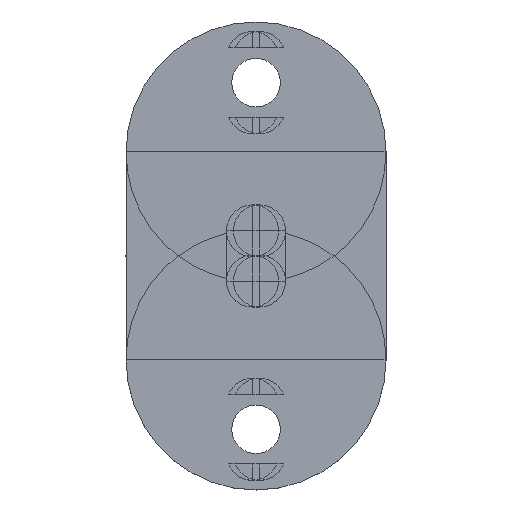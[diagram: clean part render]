
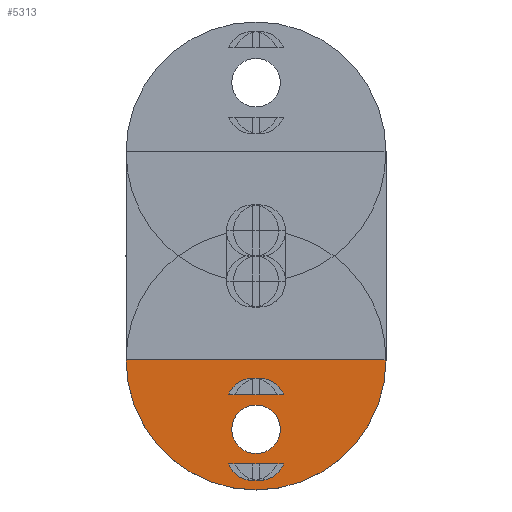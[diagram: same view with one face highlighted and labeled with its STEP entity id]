
A CAD part, top view. The second image highlights one B-rep face of the part: STEP entity #5313.
In plain terms, the highlighted planar face has unit normal (0, 0, 1).
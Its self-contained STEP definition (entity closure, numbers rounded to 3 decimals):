
#3088 = VERTEX_POINT('',#3089);
#3089 = CARTESIAN_POINT('',(-15.,-12.,80.));
#3290 = VERTEX_POINT('',#3291);
#3291 = CARTESIAN_POINT('',(15.,-12.,80.));
#4764 = EDGE_CURVE('',#3088,#3290,#4765,.T.);
#4765 = CIRCLE('',#4766,15.);
#4766 = AXIS2_PLACEMENT_3D('',#4767,#4768,#4769);
#4767 = CARTESIAN_POINT('',(0.,-12.,80.));
#4768 = DIRECTION('',(0.,-0.,1.));
#4769 = DIRECTION('',(0.,1.,0.));
#5293 = VERTEX_POINT('',#5294);
#5294 = CARTESIAN_POINT('',(0.,-17.2,80.));
#5300 = EDGE_CURVE('',#5293,#5293,#5301,.T.);
#5301 = CIRCLE('',#5302,2.8);
#5302 = AXIS2_PLACEMENT_3D('',#5303,#5304,#5305);
#5303 = CARTESIAN_POINT('',(0.,-20.,80.));
#5304 = DIRECTION('',(0.,-0.,1.));
#5305 = DIRECTION('',(0.,1.,0.));
#5313 = ADVANCED_FACE('',(#5314,#5323,#5326,#5394),#5462,.T.);
#5314 = FACE_BOUND('',#5315,.T.);
#5315 = EDGE_LOOP('',(#5316,#5322));
#5316 = ORIENTED_EDGE('',*,*,#5317,.T.);
#5317 = EDGE_CURVE('',#3290,#3088,#5318,.T.);
#5318 = LINE('',#5319,#5320);
#5319 = CARTESIAN_POINT('',(15.,-12.,80.));
#5320 = VECTOR('',#5321,1.);
#5321 = DIRECTION('',(-1.,0.,0.));
#5322 = ORIENTED_EDGE('',*,*,#4764,.T.);
#5323 = FACE_BOUND('',#5324,.T.);
#5324 = EDGE_LOOP('',(#5325));
#5325 = ORIENTED_EDGE('',*,*,#5300,.F.);
#5326 = FACE_BOUND('',#5327,.T.);
#5327 = EDGE_LOOP('',(#5328,#5339,#5347,#5355,#5363,#5371,#5379,#5388));
#5328 = ORIENTED_EDGE('',*,*,#5329,.F.);
#5329 = EDGE_CURVE('',#5330,#5332,#5334,.T.);
#5330 = VERTEX_POINT('',#5331);
#5331 = CARTESIAN_POINT('',(-3.191,-24.,80.));
#5332 = VERTEX_POINT('',#5333);
#5333 = CARTESIAN_POINT('',(-0.4,-25.9,80.));
#5334 = CIRCLE('',#5335,3.);
#5335 = AXIS2_PLACEMENT_3D('',#5336,#5337,#5338);
#5336 = CARTESIAN_POINT('',(-0.4,-22.9,80.));
#5337 = DIRECTION('',(0.,-0.,1.));
#5338 = DIRECTION('',(0.,1.,0.));
#5339 = ORIENTED_EDGE('',*,*,#5340,.F.);
#5340 = EDGE_CURVE('',#5341,#5330,#5343,.T.);
#5341 = VERTEX_POINT('',#5342);
#5342 = CARTESIAN_POINT('',(-2.391,-24.,80.));
#5343 = LINE('',#5344,#5345);
#5344 = CARTESIAN_POINT('',(4.,-24.,80.));
#5345 = VECTOR('',#5346,1.);
#5346 = DIRECTION('',(-1.,0.,0.));
#5347 = ORIENTED_EDGE('',*,*,#5348,.F.);
#5348 = EDGE_CURVE('',#5349,#5341,#5351,.T.);
#5349 = VERTEX_POINT('',#5350);
#5350 = CARTESIAN_POINT('',(-0.4,-24.,80.));
#5351 = LINE('',#5352,#5353);
#5352 = CARTESIAN_POINT('',(4.,-24.,80.));
#5353 = VECTOR('',#5354,1.);
#5354 = DIRECTION('',(-1.,0.,0.));
#5355 = ORIENTED_EDGE('',*,*,#5356,.F.);
#5356 = EDGE_CURVE('',#5357,#5349,#5359,.T.);
#5357 = VERTEX_POINT('',#5358);
#5358 = CARTESIAN_POINT('',(0.4,-24.,80.));
#5359 = LINE('',#5360,#5361);
#5360 = CARTESIAN_POINT('',(4.,-24.,80.));
#5361 = VECTOR('',#5362,1.);
#5362 = DIRECTION('',(-1.,0.,0.));
#5363 = ORIENTED_EDGE('',*,*,#5364,.F.);
#5364 = EDGE_CURVE('',#5365,#5357,#5367,.T.);
#5365 = VERTEX_POINT('',#5366);
#5366 = CARTESIAN_POINT('',(2.391,-24.,80.));
#5367 = LINE('',#5368,#5369);
#5368 = CARTESIAN_POINT('',(4.,-24.,80.));
#5369 = VECTOR('',#5370,1.);
#5370 = DIRECTION('',(-1.,0.,0.));
#5371 = ORIENTED_EDGE('',*,*,#5372,.F.);
#5372 = EDGE_CURVE('',#5373,#5365,#5375,.T.);
#5373 = VERTEX_POINT('',#5374);
#5374 = CARTESIAN_POINT('',(3.191,-24.,80.));
#5375 = LINE('',#5376,#5377);
#5376 = CARTESIAN_POINT('',(4.,-24.,80.));
#5377 = VECTOR('',#5378,1.);
#5378 = DIRECTION('',(-1.,0.,0.));
#5379 = ORIENTED_EDGE('',*,*,#5380,.F.);
#5380 = EDGE_CURVE('',#5381,#5373,#5383,.T.);
#5381 = VERTEX_POINT('',#5382);
#5382 = CARTESIAN_POINT('',(0.4,-25.9,80.));
#5383 = CIRCLE('',#5384,3.);
#5384 = AXIS2_PLACEMENT_3D('',#5385,#5386,#5387);
#5385 = CARTESIAN_POINT('',(0.4,-22.9,80.));
#5386 = DIRECTION('',(0.,-0.,1.));
#5387 = DIRECTION('',(0.,1.,0.));
#5388 = ORIENTED_EDGE('',*,*,#5389,.T.);
#5389 = EDGE_CURVE('',#5381,#5332,#5390,.T.);
#5390 = LINE('',#5391,#5392);
#5391 = CARTESIAN_POINT('',(0.4,-25.9,80.));
#5392 = VECTOR('',#5393,1.);
#5393 = DIRECTION('',(-1.,0.,0.));
#5394 = FACE_BOUND('',#5395,.T.);
#5395 = EDGE_LOOP('',(#5396,#5407,#5415,#5424,#5432,#5440,#5448,#5456));
#5396 = ORIENTED_EDGE('',*,*,#5397,.F.);
#5397 = EDGE_CURVE('',#5398,#5400,#5402,.T.);
#5398 = VERTEX_POINT('',#5399);
#5399 = CARTESIAN_POINT('',(-0.4,-14.1,80.));
#5400 = VERTEX_POINT('',#5401);
#5401 = CARTESIAN_POINT('',(-3.191,-16.,80.));
#5402 = CIRCLE('',#5403,3.);
#5403 = AXIS2_PLACEMENT_3D('',#5404,#5405,#5406);
#5404 = CARTESIAN_POINT('',(-0.4,-17.1,80.));
#5405 = DIRECTION('',(0.,-0.,1.));
#5406 = DIRECTION('',(0.,1.,0.));
#5407 = ORIENTED_EDGE('',*,*,#5408,.F.);
#5408 = EDGE_CURVE('',#5409,#5398,#5411,.T.);
#5409 = VERTEX_POINT('',#5410);
#5410 = CARTESIAN_POINT('',(0.4,-14.1,80.));
#5411 = LINE('',#5412,#5413);
#5412 = CARTESIAN_POINT('',(0.4,-14.1,80.));
#5413 = VECTOR('',#5414,1.);
#5414 = DIRECTION('',(-1.,0.,0.));
#5415 = ORIENTED_EDGE('',*,*,#5416,.F.);
#5416 = EDGE_CURVE('',#5417,#5409,#5419,.T.);
#5417 = VERTEX_POINT('',#5418);
#5418 = CARTESIAN_POINT('',(3.191,-16.,80.));
#5419 = CIRCLE('',#5420,3.);
#5420 = AXIS2_PLACEMENT_3D('',#5421,#5422,#5423);
#5421 = CARTESIAN_POINT('',(0.4,-17.1,80.));
#5422 = DIRECTION('',(0.,-0.,1.));
#5423 = DIRECTION('',(0.,1.,0.));
#5424 = ORIENTED_EDGE('',*,*,#5425,.T.);
#5425 = EDGE_CURVE('',#5417,#5426,#5428,.T.);
#5426 = VERTEX_POINT('',#5427);
#5427 = CARTESIAN_POINT('',(2.391,-16.,80.));
#5428 = LINE('',#5429,#5430);
#5429 = CARTESIAN_POINT('',(4.,-16.,80.));
#5430 = VECTOR('',#5431,1.);
#5431 = DIRECTION('',(-1.,0.,0.));
#5432 = ORIENTED_EDGE('',*,*,#5433,.T.);
#5433 = EDGE_CURVE('',#5426,#5434,#5436,.T.);
#5434 = VERTEX_POINT('',#5435);
#5435 = CARTESIAN_POINT('',(0.4,-16.,80.));
#5436 = LINE('',#5437,#5438);
#5437 = CARTESIAN_POINT('',(4.,-16.,80.));
#5438 = VECTOR('',#5439,1.);
#5439 = DIRECTION('',(-1.,0.,0.));
#5440 = ORIENTED_EDGE('',*,*,#5441,.T.);
#5441 = EDGE_CURVE('',#5434,#5442,#5444,.T.);
#5442 = VERTEX_POINT('',#5443);
#5443 = CARTESIAN_POINT('',(-0.4,-16.,80.));
#5444 = LINE('',#5445,#5446);
#5445 = CARTESIAN_POINT('',(4.,-16.,80.));
#5446 = VECTOR('',#5447,1.);
#5447 = DIRECTION('',(-1.,0.,0.));
#5448 = ORIENTED_EDGE('',*,*,#5449,.T.);
#5449 = EDGE_CURVE('',#5442,#5450,#5452,.T.);
#5450 = VERTEX_POINT('',#5451);
#5451 = CARTESIAN_POINT('',(-2.391,-16.,80.));
#5452 = LINE('',#5453,#5454);
#5453 = CARTESIAN_POINT('',(4.,-16.,80.));
#5454 = VECTOR('',#5455,1.);
#5455 = DIRECTION('',(-1.,0.,0.));
#5456 = ORIENTED_EDGE('',*,*,#5457,.T.);
#5457 = EDGE_CURVE('',#5450,#5400,#5458,.T.);
#5458 = LINE('',#5459,#5460);
#5459 = CARTESIAN_POINT('',(4.,-16.,80.));
#5460 = VECTOR('',#5461,1.);
#5461 = DIRECTION('',(-1.,0.,0.));
#5462 = PLANE('',#5463);
#5463 = AXIS2_PLACEMENT_3D('',#5464,#5465,#5466);
#5464 = CARTESIAN_POINT('',(0.,-12.,80.));
#5465 = DIRECTION('',(0.,0.,1.));
#5466 = DIRECTION('',(0.,1.,0.));
